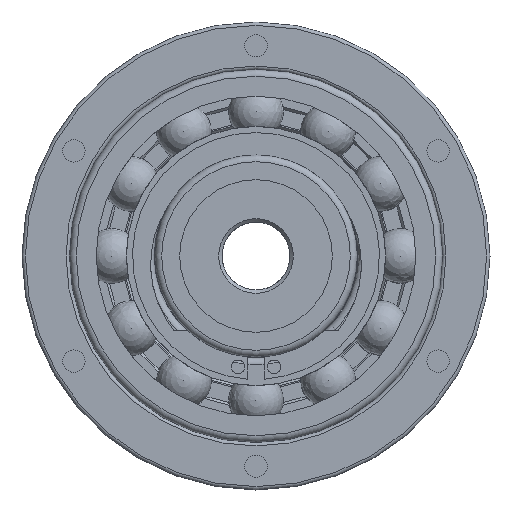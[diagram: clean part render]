
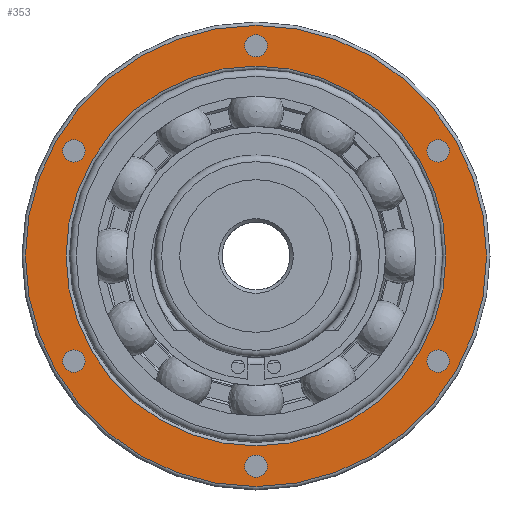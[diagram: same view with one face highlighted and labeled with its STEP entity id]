
A CAD part, left-side view. The second image highlights one B-rep face of the part: STEP entity #353.
In plain terms, the highlighted planar face has unit normal (-1, 0, 0).
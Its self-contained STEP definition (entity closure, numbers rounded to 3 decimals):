
#353 = ADVANCED_FACE( '', ( #895, #896, #897, #898, #899, #900, #901, #902 ), #903, .T. );
#895 = FACE_OUTER_BOUND( '', #1689, .T. );
#896 = FACE_BOUND( '', #1690, .T. );
#897 = FACE_BOUND( '', #1691, .T. );
#898 = FACE_BOUND( '', #1692, .T. );
#899 = FACE_BOUND( '', #1693, .T. );
#900 = FACE_BOUND( '', #1694, .T. );
#901 = FACE_BOUND( '', #1695, .T. );
#902 = FACE_BOUND( '', #1696, .T. );
#903 = PLANE( '', #1697 );
#1689 = EDGE_LOOP( '', ( #2740 ) );
#1690 = EDGE_LOOP( '', ( #2741 ) );
#1691 = EDGE_LOOP( '', ( #2742 ) );
#1692 = EDGE_LOOP( '', ( #2743 ) );
#1693 = EDGE_LOOP( '', ( #2744 ) );
#1694 = EDGE_LOOP( '', ( #2745 ) );
#1695 = EDGE_LOOP( '', ( #2746 ) );
#1696 = EDGE_LOOP( '', ( #2747 ) );
#1697 = AXIS2_PLACEMENT_3D( '', #2748, #2749, #2750 );
#2740 = ORIENTED_EDGE( '', *, *, #4530, .T. );
#2741 = ORIENTED_EDGE( '', *, *, #4531, .T. );
#2742 = ORIENTED_EDGE( '', *, *, #4293, .T. );
#2743 = ORIENTED_EDGE( '', *, *, #4532, .T. );
#2744 = ORIENTED_EDGE( '', *, *, #4503, .T. );
#2745 = ORIENTED_EDGE( '', *, *, #4533, .T. );
#2746 = ORIENTED_EDGE( '', *, *, #4534, .T. );
#2747 = ORIENTED_EDGE( '', *, *, #4367, .F. );
#2748 = CARTESIAN_POINT( '', ( 4.5, 0., 28. ) );
#2749 = DIRECTION( '', ( -1., 0., 0. ) );
#2750 = DIRECTION( '', ( 0., 0., 1. ) );
#4293 = EDGE_CURVE( '', #5085, #5085, #5086, .T. );
#4367 = EDGE_CURVE( '', #5217, #5217, #5218, .T. );
#4503 = EDGE_CURVE( '', #5444, #5444, #5445, .T. );
#4530 = EDGE_CURVE( '', #5492, #5492, #5493, .T. );
#4531 = EDGE_CURVE( '', #5494, #5494, #5495, .T. );
#4532 = EDGE_CURVE( '', #5496, #5496, #5497, .T. );
#4533 = EDGE_CURVE( '', #5498, #5498, #5499, .T. );
#4534 = EDGE_CURVE( '', #5500, #5500, #5501, .T. );
#5085 = VERTEX_POINT( '', #6242 );
#5086 = CIRCLE( '', #6243, 1.65 );
#5217 = VERTEX_POINT( '', #6602 );
#5218 = CIRCLE( '', #6603, 28. );
#5444 = VERTEX_POINT( '', #7146 );
#5445 = CIRCLE( '', #7147, 1.65 );
#5492 = VERTEX_POINT( '', #7342 );
#5493 = CIRCLE( '', #7343, 34. );
#5494 = VERTEX_POINT( '', #7344 );
#5495 = CIRCLE( '', #7345, 1.65 );
#5496 = VERTEX_POINT( '', #7346 );
#5497 = CIRCLE( '', #7347, 1.65 );
#5498 = VERTEX_POINT( '', #7348 );
#5499 = CIRCLE( '', #7349, 1.65 );
#5500 = VERTEX_POINT( '', #7350 );
#5501 = CIRCLE( '', #7351, 1.65 );
#6242 = CARTESIAN_POINT( '', ( 4.5, 28.276, -16.325 ) );
#6243 = AXIS2_PLACEMENT_3D( '', #9205, #9206, #9207 );
#6602 = CARTESIAN_POINT( '', ( 4.5, 0., 28. ) );
#6603 = AXIS2_PLACEMENT_3D( '', #9300, #9301, #9302 );
#7146 = CARTESIAN_POINT( '', ( 4.5, -28.276, -16.325 ) );
#7147 = AXIS2_PLACEMENT_3D( '', #9478, #9479, #9480 );
#7342 = CARTESIAN_POINT( '', ( 4.5, 0., 34. ) );
#7343 = AXIS2_PLACEMENT_3D( '', #9496, #9497, #9498 );
#7344 = CARTESIAN_POINT( '', ( 4.5, 28.276, 16.325 ) );
#7345 = AXIS2_PLACEMENT_3D( '', #9499, #9500, #9501 );
#7346 = CARTESIAN_POINT( '', ( 4.5, 0., -32.65 ) );
#7347 = AXIS2_PLACEMENT_3D( '', #9502, #9503, #9504 );
#7348 = CARTESIAN_POINT( '', ( 4.5, -28.276, 16.325 ) );
#7349 = AXIS2_PLACEMENT_3D( '', #9505, #9506, #9507 );
#7350 = CARTESIAN_POINT( '', ( 4.5, 0., 32.65 ) );
#7351 = AXIS2_PLACEMENT_3D( '', #9508, #9509, #9510 );
#9205 = CARTESIAN_POINT( '', ( 4.5, 26.847, -15.5 ) );
#9206 = DIRECTION( '', ( 1., 0., 0. ) );
#9207 = DIRECTION( '', ( 0., 0.866, -0.5 ) );
#9300 = CARTESIAN_POINT( '', ( 4.5, 0., 0. ) );
#9301 = DIRECTION( '', ( -1., 0., 0. ) );
#9302 = DIRECTION( '', ( 0., 0., 1. ) );
#9478 = CARTESIAN_POINT( '', ( 4.5, -26.847, -15.5 ) );
#9479 = DIRECTION( '', ( 1., 0., 0. ) );
#9480 = DIRECTION( '', ( 0., -0.866, -0.5 ) );
#9496 = CARTESIAN_POINT( '', ( 4.5, 0., 0. ) );
#9497 = DIRECTION( '', ( -1., 0., 0. ) );
#9498 = DIRECTION( '', ( 0., 0., 1. ) );
#9499 = CARTESIAN_POINT( '', ( 4.5, 26.847, 15.5 ) );
#9500 = DIRECTION( '', ( 1., 0., 0. ) );
#9501 = DIRECTION( '', ( 0., 0.866, 0.5 ) );
#9502 = CARTESIAN_POINT( '', ( 4.5, 0., -31. ) );
#9503 = DIRECTION( '', ( 1., 0., 0. ) );
#9504 = DIRECTION( '', ( 0., 0., -1. ) );
#9505 = CARTESIAN_POINT( '', ( 4.5, -26.847, 15.5 ) );
#9506 = DIRECTION( '', ( 1., 0., 0. ) );
#9507 = DIRECTION( '', ( 0., -0.866, 0.5 ) );
#9508 = CARTESIAN_POINT( '', ( 4.5, 0., 31. ) );
#9509 = DIRECTION( '', ( 1., 0., 0. ) );
#9510 = DIRECTION( '', ( 0., 0., 1. ) );
